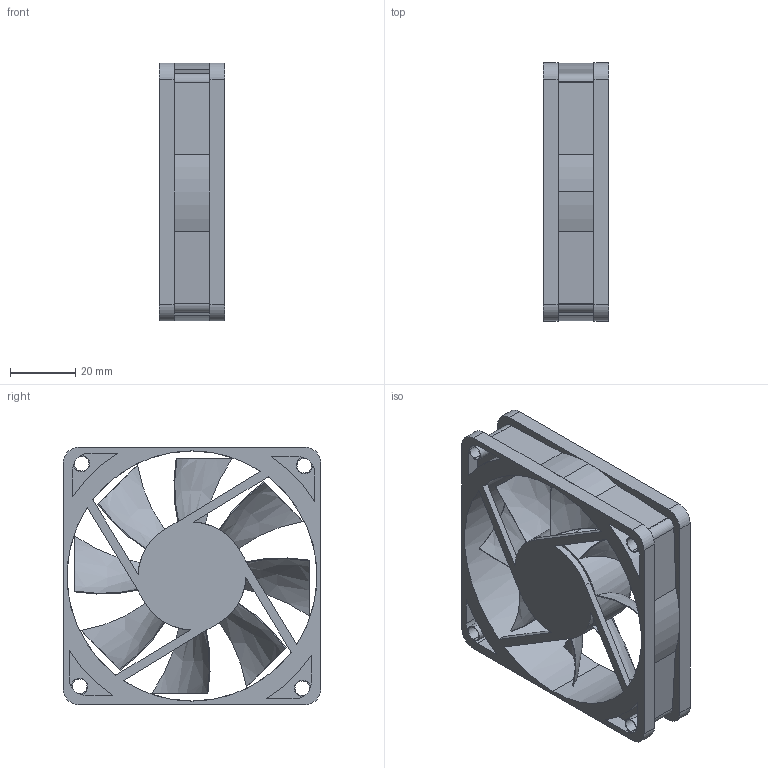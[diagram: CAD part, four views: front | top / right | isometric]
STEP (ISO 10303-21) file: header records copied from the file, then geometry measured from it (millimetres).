
FILE_DESCRIPTION (( 'STEP AP214' ), '1' );
FILE_NAME ('With Housing.STEP', '2015-03-03T14:01:18', ( '' ), ( '' ), 'SwSTEP 2.0', 'SolidWorks 2013', '' );
FILE_SCHEMA (( 'AUTOMOTIVE_DESIGN' ));
Length unit declared in the file: millimetre
Products named in the file (1): With Housing
Bounding box: 20 x 79 x 79 mm (x, y, z)
Volume: 31979.5 mm3; surface area: 32920.8 mm2
Topology: 1 solids, 1 shells, 235 faces, 653 edges, 430 vertices
Faces by surface type: cylinder 101, plane 88, bspline 40, torus 6
Entity records: 8889 total; most frequent: CARTESIAN_POINT 2927, ORIENTED_EDGE 1306, DIRECTION 1165, EDGE_CURVE 653, AXIS2_PLACEMENT_3D 440, VERTEX_POINT 430, VECTOR 285, LINE 285
